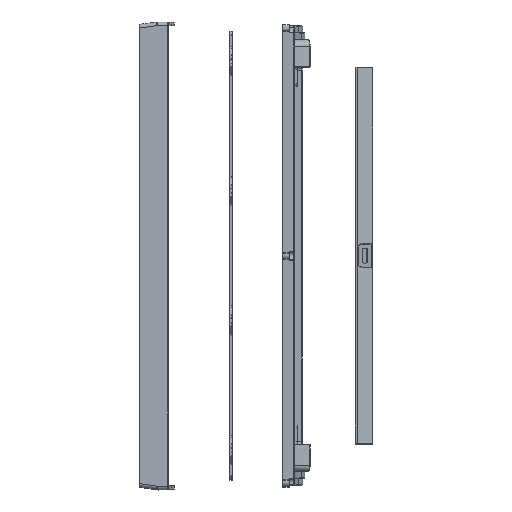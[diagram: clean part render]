
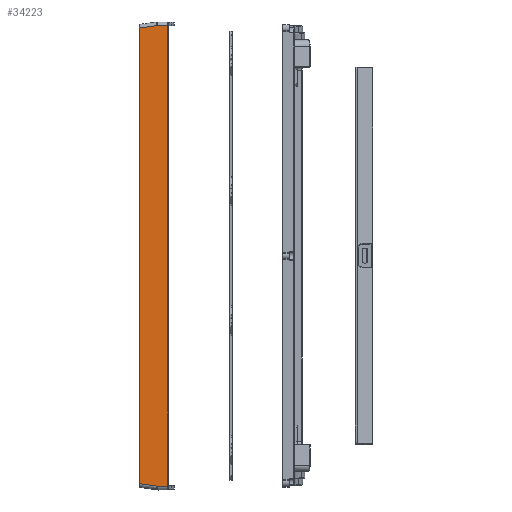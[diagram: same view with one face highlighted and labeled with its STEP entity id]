
A CAD part, top view. The second image highlights one B-rep face of the part: STEP entity #34223.
In plain terms, the highlighted planar face has unit normal (0, 0, 1).
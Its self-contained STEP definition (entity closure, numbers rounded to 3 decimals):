
#2133=ELLIPSE('',#36123,1.7,1.7);
#2134=ELLIPSE('',#36124,1.7,1.7);
#3414=FACE_OUTER_BOUND('',#5276,.T.);
#5276=EDGE_LOOP('',(#22772,#22773,#22774,#22775,#22776,#22777,#22778,#22779));
#7314=LINE('',#47385,#10560);
#7324=LINE('',#47494,#10570);
#7325=LINE('',#47498,#10571);
#7326=LINE('',#47502,#10572);
#7327=LINE('',#47504,#10573);
#7328=LINE('',#47506,#10574);
#10560=VECTOR('',#38786,10.);
#10570=VECTOR('',#38826,10.);
#10571=VECTOR('',#38831,10.);
#10572=VECTOR('',#38834,10.);
#10573=VECTOR('',#38835,10.);
#10574=VECTOR('',#38836,10.);
#13817=VERTEX_POINT('',#47382);
#13818=VERTEX_POINT('',#47384);
#13827=VERTEX_POINT('',#47493);
#13828=VERTEX_POINT('',#47497);
#13829=VERTEX_POINT('',#47499);
#13830=VERTEX_POINT('',#47501);
#13831=VERTEX_POINT('',#47503);
#13832=VERTEX_POINT('',#47505);
#17363=EDGE_CURVE('',#13817,#13818,#7314,.T.);
#17383=EDGE_CURVE('',#13818,#13827,#7324,.T.);
#17385=EDGE_CURVE('',#13828,#13817,#7325,.T.);
#17386=EDGE_CURVE('',#13829,#13828,#2133,.T.);
#17387=EDGE_CURVE('',#13830,#13829,#7326,.T.);
#17388=EDGE_CURVE('',#13831,#13830,#7327,.T.);
#17389=EDGE_CURVE('',#13832,#13831,#7328,.T.);
#17390=EDGE_CURVE('',#13827,#13832,#2134,.T.);
#22772=ORIENTED_EDGE('',*,*,#17363,.F.);
#22773=ORIENTED_EDGE('',*,*,#17385,.F.);
#22774=ORIENTED_EDGE('',*,*,#17386,.F.);
#22775=ORIENTED_EDGE('',*,*,#17387,.F.);
#22776=ORIENTED_EDGE('',*,*,#17388,.F.);
#22777=ORIENTED_EDGE('',*,*,#17389,.F.);
#22778=ORIENTED_EDGE('',*,*,#17390,.F.);
#22779=ORIENTED_EDGE('',*,*,#17383,.F.);
#33432=PLANE('',#36122);
#34223=ADVANCED_FACE('',(#3414),#33432,.T.);
#36122=AXIS2_PLACEMENT_3D('',#47496,#38829,#38830);
#36123=AXIS2_PLACEMENT_3D('',#47500,#38832,#38833);
#36124=AXIS2_PLACEMENT_3D('',#47507,#38837,#38838);
#38786=DIRECTION('',(0.,1.,0.));
#38826=DIRECTION('',(0.99,0.139,0.));
#38829=DIRECTION('center_axis',(0.,0.,
1.));
#38830=DIRECTION('ref_axis',(-1.,0.,0.));
#38831=DIRECTION('',(-0.99,0.139,0.));
#38832=DIRECTION('center_axis',(0.,0.,
-1.));
#38833=DIRECTION('ref_axis',(-1.,0.,0.));
#38834=DIRECTION('',(-1.,0.,0.));
#38835=DIRECTION('',(0.,-1.,0.));
#38836=DIRECTION('',(1.,0.,0.));
#38837=DIRECTION('center_axis',(0.,0.,
-1.));
#38838=DIRECTION('ref_axis',(-1.,0.,0.));
#47382=CARTESIAN_POINT('',(-55.337,-330.922,105.389));
#47384=CARTESIAN_POINT('',(-55.337,-40.916,105.389));
#47385=CARTESIAN_POINT('',(-55.337,-259.58,105.389));
#47493=CARTESIAN_POINT('',(-44.448,-39.386,105.389));
#47494=CARTESIAN_POINT('',(-63.449,-42.056,105.389));
#47496=CARTESIAN_POINT('Origin',(-44.337,-333.38,105.389));
#47497=CARTESIAN_POINT('',(-44.448,-332.453,105.389));
#47498=CARTESIAN_POINT('',(-43.13,-332.638,105.389));
#47499=CARTESIAN_POINT('',(-44.212,-332.469,105.389));
#47500=CARTESIAN_POINT('Origin',(-44.212,-330.769,105.389));
#47501=CARTESIAN_POINT('',(-37.637,-332.469,105.389));
#47502=CARTESIAN_POINT('',(-43.339,-332.469,105.389));
#47503=CARTESIAN_POINT('',(-37.637,-39.369,105.389));
#47504=CARTESIAN_POINT('',(-37.637,-185.155,105.389));
#47505=CARTESIAN_POINT('',(-44.212,-39.369,105.389));
#47506=CARTESIAN_POINT('',(-43.339,-39.369,105.389));
#47507=CARTESIAN_POINT('Origin',(-44.212,-41.069,105.389));
